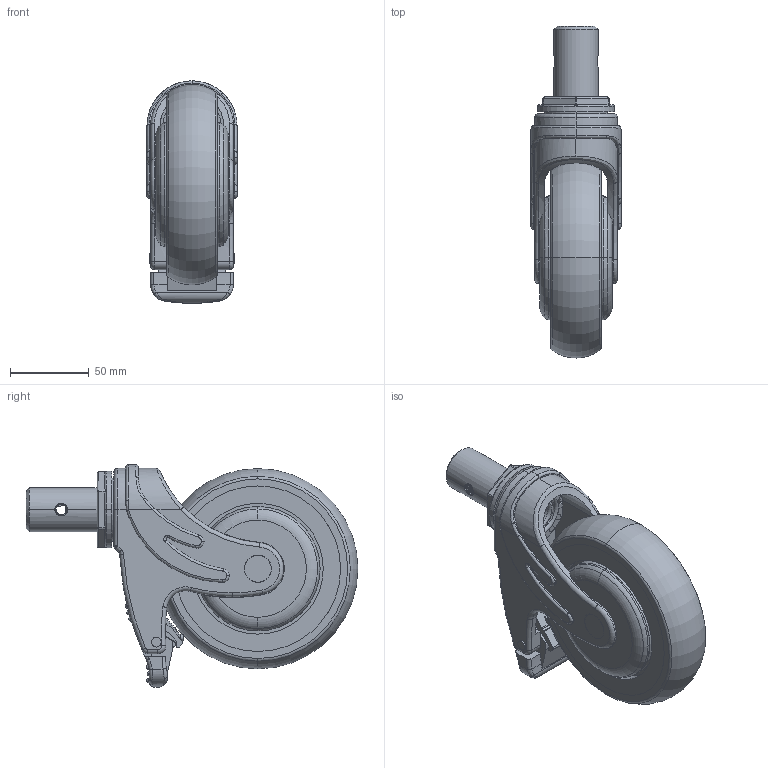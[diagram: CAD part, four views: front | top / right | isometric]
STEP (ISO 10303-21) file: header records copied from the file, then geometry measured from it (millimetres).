
FILE_DESCRIPTION (( 'STEP AP203' ), '1' );
FILE_NAME ('ACMC-127SRSB.STEP', '2020-02-19T03:15:22', ( '' ), ( '' ), 'SwSTEP 2.0', 'SolidWorks 2019', '' );
FILE_SCHEMA (( 'CONFIG_CONTROL_DESIGN' ));
Length unit declared in the file: millimetre
Products named in the file (6): ACMC-127SRSB; ACMC-127 BRAKE FRAME; ACMC-127 BRAKE; ACMC-127 TOP PLATE COVER; ACMC-127 WHEEL; ACMC-127 SRS TOP PLATE
Assembly tree (5 placements, depth 2):
  ACMC-127SRSB
    ACMC-127 BRAKE FRAME
    ACMC-127 BRAKE
    ACMC-127 TOP PLATE COVER
    ACMC-127 WHEEL
    ACMC-127 SRS TOP PLATE
Bounding box: 57.1 x 210.5 x 141.04 mm (x, y, z)
Volume: 625160.2 mm3; surface area: 106065.4 mm2
Topology: 6 solids, 6 shells, 659 faces, 1712 edges, 1086 vertices
Faces by surface type: cylinder 272, plane 215, torus 119, bspline 31, cone 16, sphere 6
Entity records: 26346 total; most frequent: CARTESIAN_POINT 9780, DIRECTION 3421, ORIENTED_EDGE 3408, EDGE_CURVE 1704, AXIS2_PLACEMENT_3D 1383, VERTEX_POINT 1086, CIRCLE 747, EDGE_LOOP 690
